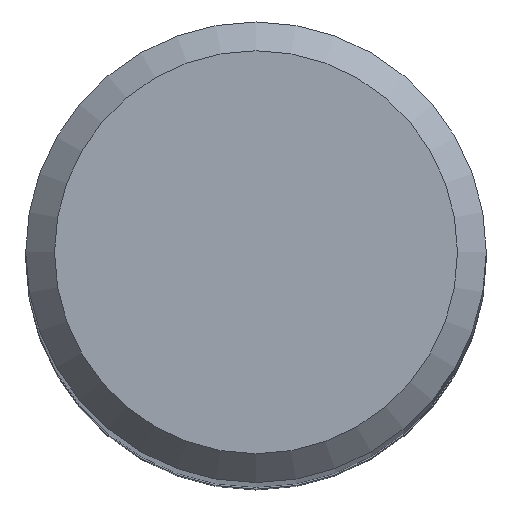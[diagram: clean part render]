
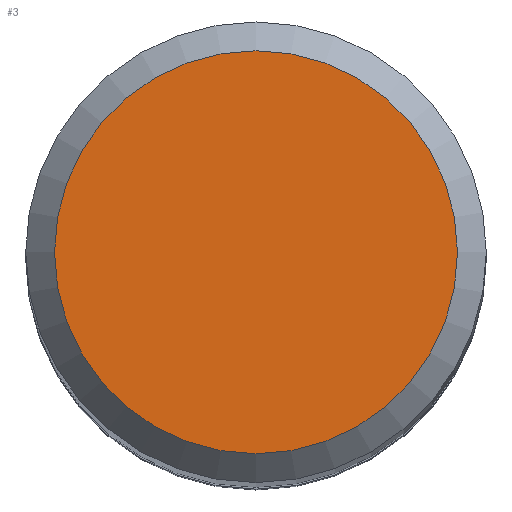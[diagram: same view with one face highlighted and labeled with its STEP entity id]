
A CAD part, top view. The second image highlights one B-rep face of the part: STEP entity #3.
In plain terms, the highlighted planar face has unit normal (0, 0, 1).
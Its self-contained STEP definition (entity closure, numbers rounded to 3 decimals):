
#3 = ADVANCED_FACE ( 'NONE', ( #40 ), #19, .F. ) ;
#4 = EDGE_LOOP ( 'NONE', ( #41 ) ) ;
#19 = PLANE ( 'NONE',  #77 ) ;
#24 = CARTESIAN_POINT ( 'NONE',  ( 0., 3.5, 75. ) ) ;
#40 = FACE_OUTER_BOUND ( 'NONE', #4, .T. ) ;
#41 = ORIENTED_EDGE ( 'NONE', *, *, #238, .F. ) ;
#46 = CIRCLE ( 'NONE', #155, 3.5 ) ;
#75 = DIRECTION ( 'NONE',  ( 0., 1., 0. ) ) ;
#77 = AXIS2_PLACEMENT_3D ( 'NONE', #101, #263, #138 ) ;
#89 = DIRECTION ( 'NONE',  ( 0., 0., -1. ) ) ;
#101 = CARTESIAN_POINT ( 'NONE',  ( 0., 0., 75. ) ) ;
#138 = DIRECTION ( 'NONE',  ( 0., 1., 0. ) ) ;
#147 = VERTEX_POINT ( 'NONE', #24 ) ;
#155 = AXIS2_PLACEMENT_3D ( 'NONE', #210, #89, #75 ) ;
#210 = CARTESIAN_POINT ( 'NONE',  ( 0., 0., 75. ) ) ;
#238 = EDGE_CURVE ( 'NONE', #147, #147, #46, .T. ) ;
#263 = DIRECTION ( 'NONE',  ( 0., 0., -1. ) ) ;
